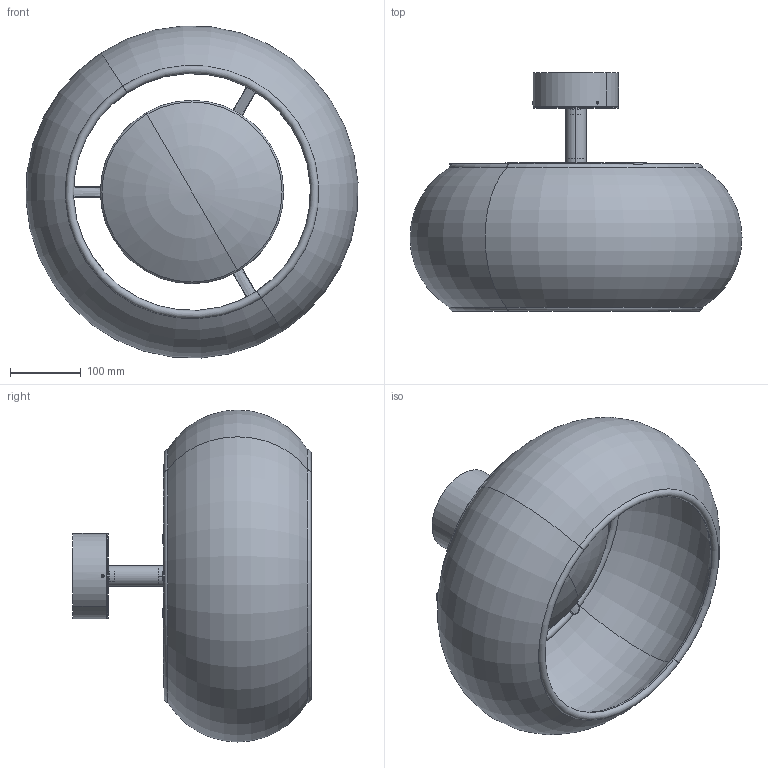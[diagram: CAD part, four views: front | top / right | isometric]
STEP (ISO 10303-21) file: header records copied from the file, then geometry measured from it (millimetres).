
FILE_DESCRIPTION (( 'STEP AP203' ), '1' );
FILE_NAME ('PERRIS PF-47 370011041yy.STEP', '2022-10-03T10:07:58', ( '' ), ( '' ), 'SwSTEP 2.0', 'SolidWorks 2019', '' );
FILE_SCHEMA (( 'CONFIG_CONTROL_DESIGN' ));
Length unit declared in the file: millimetre
Products named in the file (13): 000-914-186; 000-338-126; 000-370-000_CON TELA; 000-370-010; 000-370-006; 000-370-001; PERRIS PF-47 370011041yy; 000-D7991-36 a2; 000-370-011; 000-D913-46A2; 000-338-158; 000-338-150; 000-338-113
Assembly tree (23 placements, depth 2):
  PERRIS PF-47 370011041yy
    000-338-113
    000-370-001
    000-370-010
    000-370-006  x3
    000-D7991-36 a2  x6
    000-370-011  x3
    000-338-126
    000-338-158
    000-338-150
    000-914-186
    000-D913-46A2  x3
    000-370-000_CON TELA
Bounding box: 470.53 x 337.75 x 470.53 mm (x, y, z)
Volume: 3118305.7 mm3; surface area: 1232116.7 mm2
Topology: 25 solids, 25 shells, 2539 faces, 6152 edges, 3622 vertices
Faces by surface type: bspline 719, plane 630, cylinder 469, torus 348, cone 239, sphere 134
Entity records: 83556 total; most frequent: CARTESIAN_POINT 34368, ORIENTED_EDGE 10604, DIRECTION 8880, EDGE_CURVE 5302, AXIS2_PLACEMENT_3D 3551, VERTEX_POINT 3200, EDGE_LOOP 2392, FACE_OUTER_BOUND 2232
